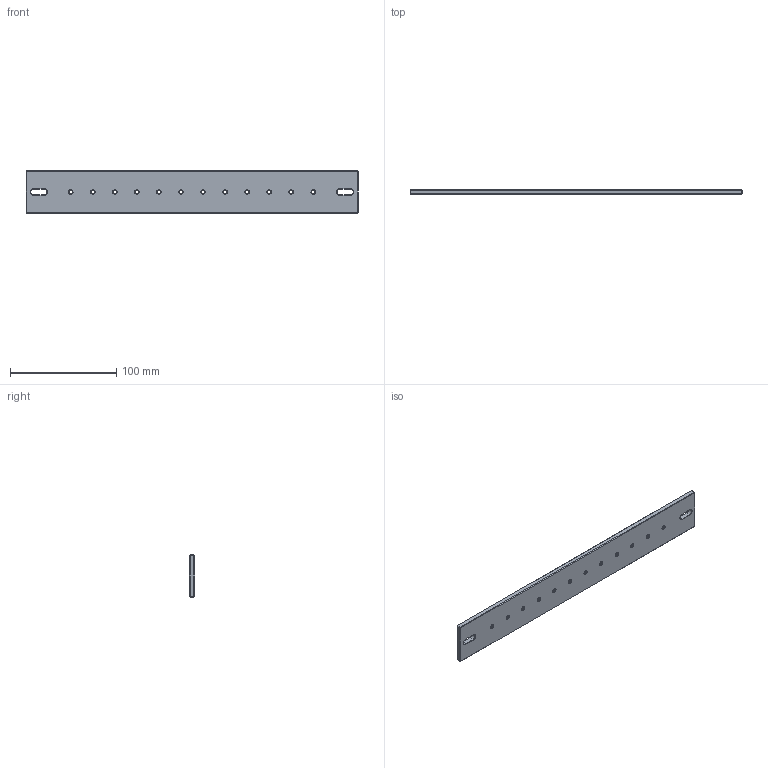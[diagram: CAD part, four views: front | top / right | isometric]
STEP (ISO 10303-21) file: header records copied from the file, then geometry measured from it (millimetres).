
FILE_DESCRIPTION(/* description */ (''),/* implementation_level */ '2;1');
FILE_NAME(/* name */ 'array-bottom-bracket-12.step',/* time_stamp */ '2023-05-07T18:19:57-04:00',/* author */ (''),/* organization */ (''),/* preprocessor_version */ 'ST-DEVELOPER v19.2',/* originating_system */ 'Autodesk Translation Framework v12.4.0.73',/* authorisation */ '');
FILE_SCHEMA (('AUTOMOTIVE_DESIGN { 1 0 10303 214 3 1 1 }'));
Length unit declared in the file: millimetre
Products named in the file (1): array bottom bracket
Bounding box: 313.2 x 4.8 x 39.8 mm (x, y, z)
Volume: 57526.2 mm3; surface area: 28454 mm2
Topology: 1 solids, 1 shells, 110 faces, 236 edges, 140 vertices
Faces by surface type: plane 50, cone 32, cylinder 28
Full cylindrical faces by diameter (mm): 3.5 x12, 6 x12
Entity records: 3033 total; most frequent: DIRECTION 558, CARTESIAN_POINT 487, ORIENTED_EDGE 472, EDGE_CURVE 236, AXIS2_PLACEMENT_3D 211, EDGE_LOOP 150, VERTEX_POINT 140, LINE 136
